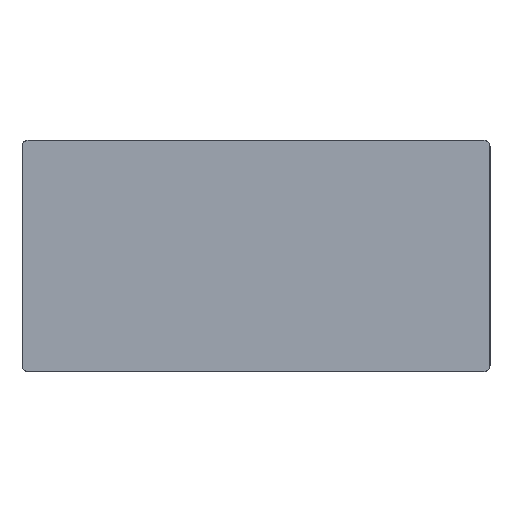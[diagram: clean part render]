
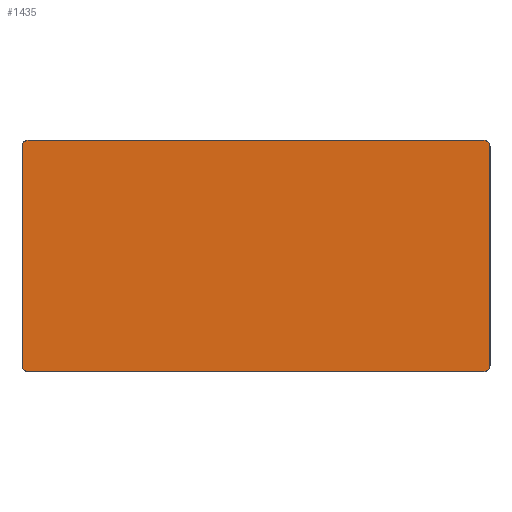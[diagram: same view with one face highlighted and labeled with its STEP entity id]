
A CAD part, top view. The second image highlights one B-rep face of the part: STEP entity #1435.
In plain terms, the highlighted planar face has unit normal (0, 0, 1).
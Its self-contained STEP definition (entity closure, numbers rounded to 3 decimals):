
#4 = AXIS2_PLACEMENT_3D ( 'NONE', #859, #1712, #704 ) ;
#13 = DIRECTION ( 'NONE',  ( 1., 0., 0. ) ) ;
#63 = CARTESIAN_POINT ( 'NONE',  ( -123.45, 57.775, 19. ) ) ;
#82 = VERTEX_POINT ( 'NONE', #508 ) ;
#87 = CARTESIAN_POINT ( 'NONE',  ( 123.45, -57.775, 19. ) ) ;
#89 = PLANE ( 'NONE',  #427 ) ;
#99 = CIRCLE ( 'NONE', #319, 3.175 ) ;
#141 = CIRCLE ( 'NONE', #4, 3.175 ) ;
#153 = CARTESIAN_POINT ( 'NONE',  ( 120.275, 57.775, 19. ) ) ;
#182 = CARTESIAN_POINT ( 'NONE',  ( 120.275, -57.775, 19. ) ) ;
#183 = CARTESIAN_POINT ( 'NONE',  ( 120.275, 60.95, 19. ) ) ;
#186 = CARTESIAN_POINT ( 'NONE',  ( -120.275, -60.95, 19. ) ) ;
#191 = VERTEX_POINT ( 'NONE', #63 ) ;
#222 = CARTESIAN_POINT ( 'NONE',  ( -120.275, -60.95, 19. ) ) ;
#260 = ORIENTED_EDGE ( 'NONE', *, *, #329, .T. ) ;
#280 = CARTESIAN_POINT ( 'NONE',  ( 123.45, -57.775, 19. ) ) ;
#286 = EDGE_CURVE ( 'NONE', #466, #902, #1292, .T. ) ;
#319 = AXIS2_PLACEMENT_3D ( 'NONE', #153, #1004, #13 ) ;
#329 = EDGE_CURVE ( 'NONE', #1567, #466, #526, .T. ) ;
#382 = DIRECTION ( 'NONE',  ( 0., 0., 1. ) ) ;
#427 = AXIS2_PLACEMENT_3D ( 'NONE', #949, #798, #1656 ) ;
#466 = VERTEX_POINT ( 'NONE', #922 ) ;
#478 = FACE_OUTER_BOUND ( 'NONE', #1797, .T. ) ;
#508 = CARTESIAN_POINT ( 'NONE',  ( -123.45, -57.775, 19. ) ) ;
#526 = LINE ( 'NONE', #186, #1736 ) ;
#595 = DIRECTION ( 'NONE',  ( 0., -1., 0. ) ) ;
#609 = DIRECTION ( 'NONE',  ( 1., 0., 0. ) ) ;
#623 = VERTEX_POINT ( 'NONE', #183 ) ;
#636 = EDGE_CURVE ( 'NONE', #191, #82, #1375, .T. ) ;
#644 = CARTESIAN_POINT ( 'NONE',  ( -120.275, 60.95, 19. ) ) ;
#671 = AXIS2_PLACEMENT_3D ( 'NONE', #182, #1449, #1405 ) ;
#700 = DIRECTION ( 'NONE',  ( 0., 1., 0. ) ) ;
#704 = DIRECTION ( 'NONE',  ( 1., 0., 0. ) ) ;
#715 = ORIENTED_EDGE ( 'NONE', *, *, #717, .T. ) ;
#717 = EDGE_CURVE ( 'NONE', #876, #623, #99, .T. ) ;
#752 = CARTESIAN_POINT ( 'NONE',  ( -123.45, 57.775, 19. ) ) ;
#759 = EDGE_CURVE ( 'NONE', #82, #1567, #811, .T. ) ;
#798 = DIRECTION ( 'NONE',  ( 0., 0., 1. ) ) ;
#811 = CIRCLE ( 'NONE', #896, 3.175 ) ;
#832 = LINE ( 'NONE', #1522, #1163 ) ;
#859 = CARTESIAN_POINT ( 'NONE',  ( -120.275, 57.775, 19. ) ) ;
#876 = VERTEX_POINT ( 'NONE', #1521 ) ;
#896 = AXIS2_PLACEMENT_3D ( 'NONE', #1408, #382, #1248 ) ;
#902 = VERTEX_POINT ( 'NONE', #87 ) ;
#922 = CARTESIAN_POINT ( 'NONE',  ( 120.275, -60.95, 19. ) ) ;
#949 = CARTESIAN_POINT ( 'NONE',  ( 120.275, 57.775, 19. ) ) ;
#969 = DIRECTION ( 'NONE',  ( -1., 0., 0. ) ) ;
#1004 = DIRECTION ( 'NONE',  ( 0., 0., 1. ) ) ;
#1101 = ORIENTED_EDGE ( 'NONE', *, *, #1241, .T. ) ;
#1163 = VECTOR ( 'NONE', #969, 1000. ) ;
#1188 = VECTOR ( 'NONE', #700, 1000. ) ;
#1207 = EDGE_CURVE ( 'NONE', #1510, #191, #141, .T. ) ;
#1241 = EDGE_CURVE ( 'NONE', #902, #876, #1618, .T. ) ;
#1248 = DIRECTION ( 'NONE',  ( 1., 0., 0. ) ) ;
#1292 = CIRCLE ( 'NONE', #671, 3.175 ) ;
#1335 = ORIENTED_EDGE ( 'NONE', *, *, #286, .T. ) ;
#1375 = LINE ( 'NONE', #752, #1802 ) ;
#1379 = ORIENTED_EDGE ( 'NONE', *, *, #1447, .T. ) ;
#1405 = DIRECTION ( 'NONE',  ( 1., 0., 0. ) ) ;
#1408 = CARTESIAN_POINT ( 'NONE',  ( -120.275, -57.775, 19. ) ) ;
#1435 = ADVANCED_FACE ( 'NONE', ( #478 ), #89, .T. ) ;
#1447 = EDGE_CURVE ( 'NONE', #623, #1510, #832, .T. ) ;
#1449 = DIRECTION ( 'NONE',  ( 0., 0., 1. ) ) ;
#1510 = VERTEX_POINT ( 'NONE', #644 ) ;
#1521 = CARTESIAN_POINT ( 'NONE',  ( 123.45, 57.775, 19. ) ) ;
#1522 = CARTESIAN_POINT ( 'NONE',  ( 120.275, 60.95, 19. ) ) ;
#1549 = ORIENTED_EDGE ( 'NONE', *, *, #759, .T. ) ;
#1567 = VERTEX_POINT ( 'NONE', #222 ) ;
#1618 = LINE ( 'NONE', #280, #1188 ) ;
#1656 = DIRECTION ( 'NONE',  ( 1., 0., 0. ) ) ;
#1712 = DIRECTION ( 'NONE',  ( 0., 0., 1. ) ) ;
#1736 = VECTOR ( 'NONE', #609, 1000. ) ;
#1797 = EDGE_LOOP ( 'NONE', ( #715, #1379, #1813, #1816, #1549, #260, #1335, #1101 ) ) ;
#1802 = VECTOR ( 'NONE', #595, 1000. ) ;
#1813 = ORIENTED_EDGE ( 'NONE', *, *, #1207, .T. ) ;
#1816 = ORIENTED_EDGE ( 'NONE', *, *, #636, .T. ) ;
